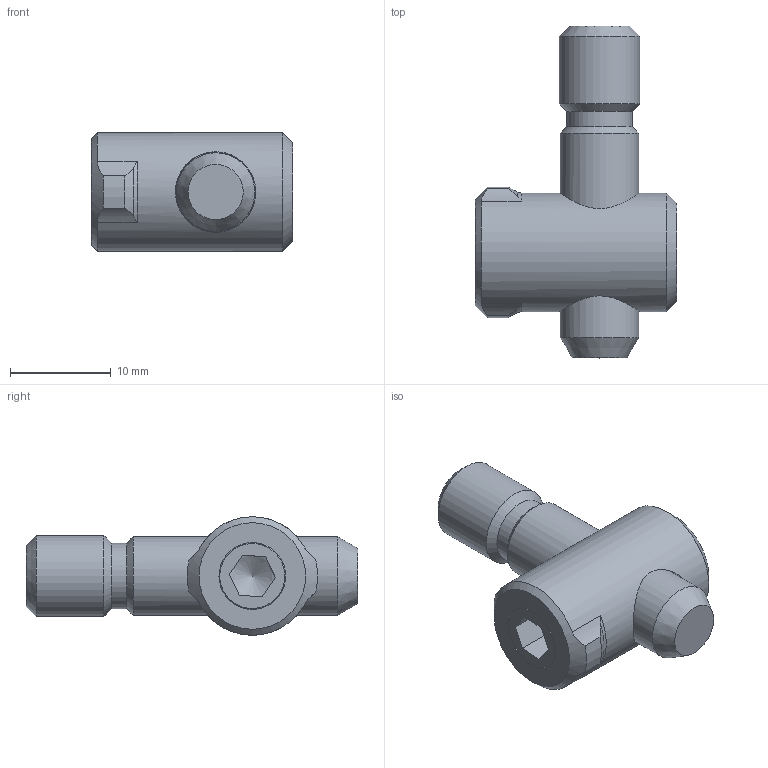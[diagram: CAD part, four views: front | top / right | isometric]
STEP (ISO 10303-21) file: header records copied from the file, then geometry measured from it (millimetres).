
FILE_DESCRIPTION(/* description */ ('Zuganker G 12'),/* implementation_level */ '2;1');
FILE_NAME(/* name */ 'SV1071V_A.stp',/* time_stamp */ '2015-11-30T16:55:46+01:00',/* author */ ('Marina Kaa'),/* organization */ (''),/* preprocessor_version */ 'ST-DEVELOPER v15.6',/* originating_system */ 'Autodesk Inventor 2015',/* authorisation */ '');
FILE_SCHEMA (('AUTOMOTIVE_DESIGN { 1 0 10303 214 3 1 1 }'));
Length unit declared in the file: millimetre
Products named in the file (4): ME1615101_A; ME1620011_A; DK0914080100_A; SV1071V_A
Bounding box: 20 x 33 x 11.8 mm (x, y, z)
Volume: 3132.9 mm3; surface area: 2443.4 mm2
Topology: 3 solids, 3 shells, 39 faces, 96 edges, 62 vertices
Faces by surface type: cylinder 13, cone 12, plane 12, torus 2
Full cylindrical faces by diameter (mm): 6.5 x1, 6.65 x1, 7.8 x1, 8 x3, 11.8 x1
Entity records: 1264 total; most frequent: CARTESIAN_POINT 394, DIRECTION 164, ORIENTED_EDGE 140, AXIS2_PLACEMENT_3D 72, EDGE_CURVE 70, EDGE_LOOP 60, VERTEX_POINT 54, FACE_OUTER_BOUND 39
